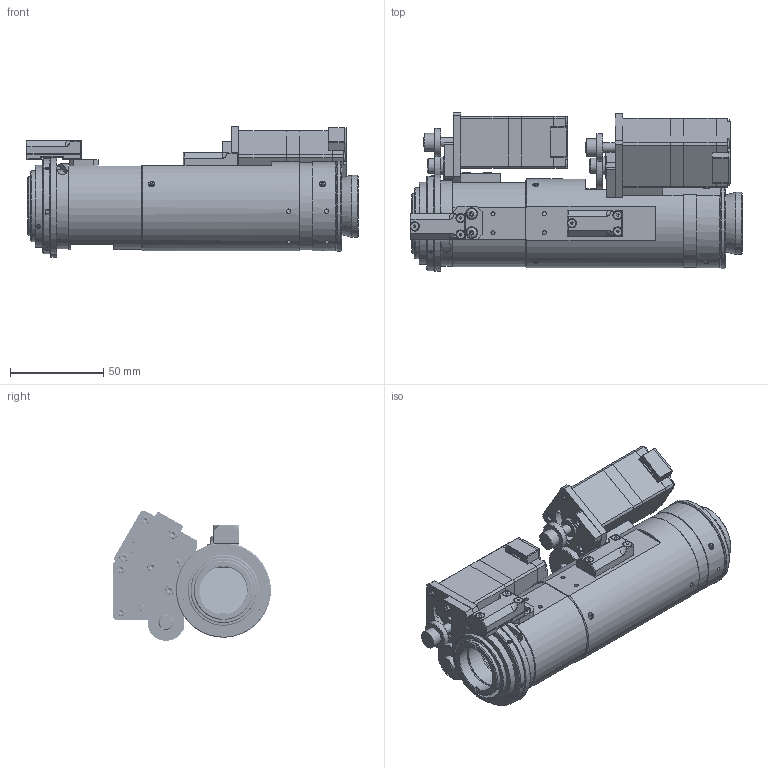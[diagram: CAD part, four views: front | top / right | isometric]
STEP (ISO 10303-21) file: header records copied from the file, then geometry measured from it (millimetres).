
FILE_DESCRIPTION(/* description */ ('DOVE TAIL, 12X ZOOM'),/* implementation_level */ '2;1');
FILE_NAME(/* name */ '52015_0.stp',/* time_stamp */ '2015-04-06T13:51:15-04:00',/* author */ ('BONAFEDE'),/* organization */ (''),/* preprocessor_version */ 'ST-DEVELOPER v15.6',/* originating_system */ 'Autodesk Inventor 2015',/* authorisation */ '');
FILE_SCHEMA (('AUTOMOTIVE_DESIGN { 1 0 10303 214 3 1 1 }'));
Length unit declared in the file: inch
Products named in the file (78): 50352; 50143; 50616; 50693; 50361; 50372; 50350; 50351; 60697; 50359; 50121; 50349; 50358; 7007; 50725; 50726; 50727; 50465; 50466; 50467; 50539; 50347(COAX); 50211; 62325; 51187; 51219; 7004; 7326; 51279; 51278; 50109; 7470; 51280; 61358; 51973; 8250; 7183; 7351; 7088; 8250_MIR ...
Bounding box: 177.77 x 85.02 x 70.15 mm (x, y, z)
Volume: 252088.7 mm3; surface area: 152557.7 mm2
Topology: 127 solids, 133 shells, 2708 faces, 6567 edges, 4295 vertices
Faces by surface type: plane 1571, cylinder 670, cone 239, bspline 172, sphere 31, torus 25
Full cylindrical faces by diameter (mm): 0.35 x10, 0.5 x10, 0.508 x4, 1.146 x3, 1.27 x2, 1.473 x4, 1.702 x19, 1.727 x2, 1.854 x3, 1.93 x4, 1.938 x8, 1.948 x8, 2.083 x2, 2.159 x30, 2.184 x25, 2.286 x4, 2.5 x16, 2.54 x1, 2.692 x6, 2.845 x30, 2.896 x8, 3.162 x2, 3.175 x2, 3.302 x10, 3.454 x6, 3.556 x1, 3.785 x1, 4 x8, 4.166 x8, 4.267 x6
Entity records: 46207 total; most frequent: CARTESIAN_POINT 13330, DIRECTION 6374, ORIENTED_EDGE 5760, EDGE_CURVE 2885, AXIS2_PLACEMENT_3D 2380, VERTEX_POINT 2108, EDGE_LOOP 2091, LINE 1614
